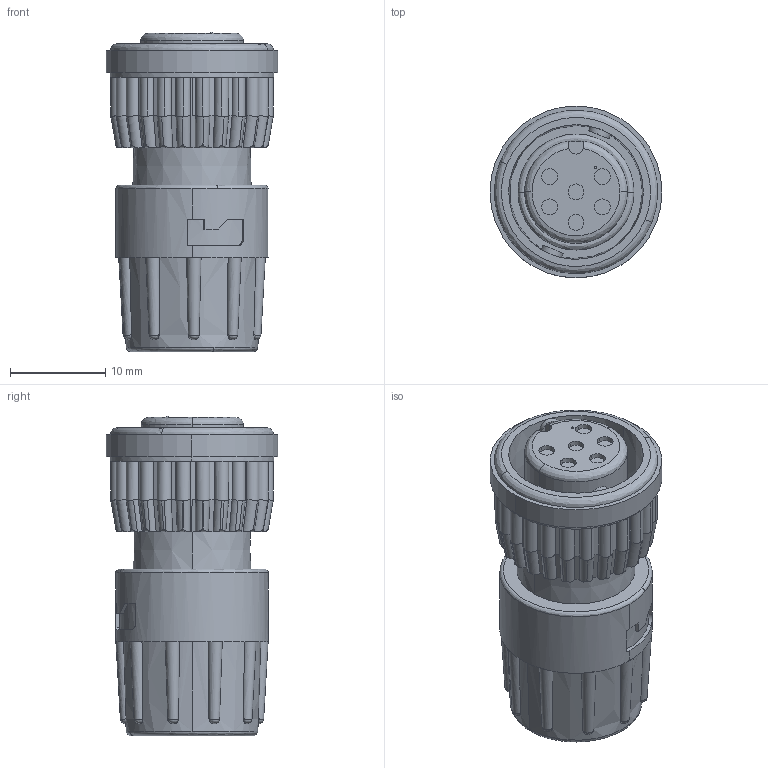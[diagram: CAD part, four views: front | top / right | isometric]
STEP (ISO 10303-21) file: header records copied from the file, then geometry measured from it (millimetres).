
FILE_DESCRIPTION (( 'STEP AP203' ), '1' );
FILE_NAME ('6282-6SG-3XX.STEP', '2018-01-23T17:33:17', ( '' ), ( '' ), 'SwSTEP 2.0', 'SolidWorks 2017', '' );
FILE_SCHEMA (( 'CONFIG_CONTROL_DESIGN' ));
Length unit declared in the file: inch
Products named in the file (1): 6282-6SG-3XX
Bounding box: 18.03 x 18.03 x 33.53 mm (x, y, z)
Volume: 5636.8 mm3; surface area: 2950.3 mm2
Topology: 1 solids, 1 shells, 323 faces, 921 edges, 613 vertices
Faces by surface type: cylinder 184, plane 75, bspline 57, cone 7
Entity records: 16093 total; most frequent: CARTESIAN_POINT 8713, ORIENTED_EDGE 1838, DIRECTION 1237, EDGE_CURVE 919, VERTEX_POINT 613, AXIS2_PLACEMENT_3D 503, EDGE_LOOP 338, ADVANCED_FACE 323
